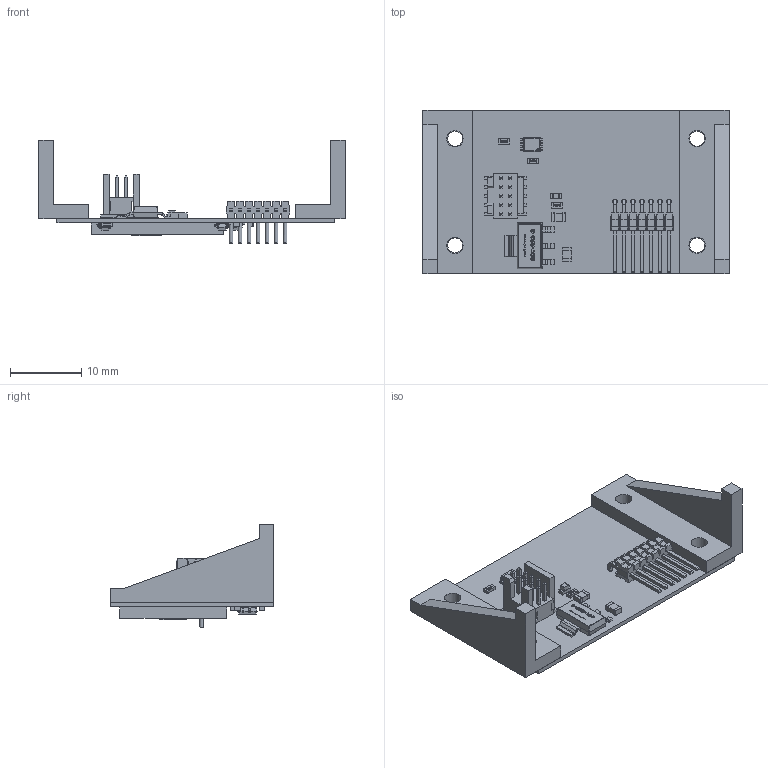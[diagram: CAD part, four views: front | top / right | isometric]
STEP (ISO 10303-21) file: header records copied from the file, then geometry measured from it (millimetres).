
FILE_DESCRIPTION(('Open CASCADE Model'),'2;1');
FILE_NAME('Open CASCADE Shape Model','2022-12-24T02:58:09',('Author'),( 'Open CASCADE'),'Open CASCADE STEP processor 6.8','Open CASCADE 6.8' ,'Unknown');
FILE_SCHEMA(('AUTOMOTIVE_DESIGN { 1 0 10303 214 1 1 1 1 }'));
Length unit declared in the file: millimetre
Products named in the file (43): PCB; Board; Open CASCADE STEP translator 6.8 2.1.1; P2; TMS-107-01-L-S-RA; T-1M6-07-01-S-RA; TMS-107-S_header; U2; TXB0102DCUT; R9; User_Library-Panasonic0603; R8; R7; R6; R5; R4; R3; R2; Q3; sc70-3; Q2; Q1; VR1; User_Library-SOT223-3; U1; 8772468496; Extruded; 8768961360; R1; P1; FTSH-105-01-L-DV-K; _FTSH-105-01-L-DV-K_body; _FTSH-105-01-L-DV-K_pins1; _FTSH-105-01-L-DV-K_pins2; D1; User_Library-led0603_GRE; C2; User_Library-C0805-2; C1; Free-Models ...
Assembly tree (53 placements, depth 4):
  PCB
    Board
      Open CASCADE STEP translator 6.8 2.1.1
    P2
      TMS-107-01-L-S-RA
        T-1M6-07-01-S-RA
        TMS-107-S_header
    U2
      TXB0102DCUT
    R9
      User_Library-Panasonic0603
    R8
      User_Library-Panasonic0603
    R7
      User_Library-Panasonic0603
    R6
      User_Library-Panasonic0603
    R5
      User_Library-Panasonic0603
    R4
      User_Library-Panasonic0603
    R3
      User_Library-Panasonic0603
    R2
      User_Library-Panasonic0603
    Q3
      sc70-3
    Q2
      sc70-3
    Q1
      sc70-3
    VR1
      User_Library-SOT223-3
    U1
      8772468496
        Extruded
      8768961360
        Extruded
    R1
      User_Library-Panasonic0603
    P1
      FTSH-105-01-L-DV-K
        _FTSH-105-01-L-DV-K_body
        _FTSH-105-01-L-DV-K_pins1
        _FTSH-105-01-L-DV-K_pins2
    D1
      User_Library-led0603_GRE
    C2
      User_Library-C0805-2
    C1
      User_Library-C0805-2
    Free-Models
      mirror_radar_mount_v2
      radar_mount_v2
Bounding box: 43.04 x 23.03 x 14.54 mm (x, y, z)
Volume: 2202.4 mm3; surface area: 4877 mm2
Topology: 42 solids, 42 shells, 2313 faces, 6079 edges, 3897 vertices
Faces by surface type: plane 1464, bspline 449, cylinder 308, sphere 57, torus 35
Full cylindrical faces by diameter (mm): 0.508 x7, 0.66 x7, 2.1 x4, 2.3 x4
Entity records: 49275 total; most frequent: CARTESIAN_POINT 11427, ORIENTED_EDGE 7018, DIRECTION 6479, EDGE_CURVE 3509, LINE 2779, VECTOR 2779, VERTEX_POINT 2281, AXIS2_PLACEMENT_3D 1850
